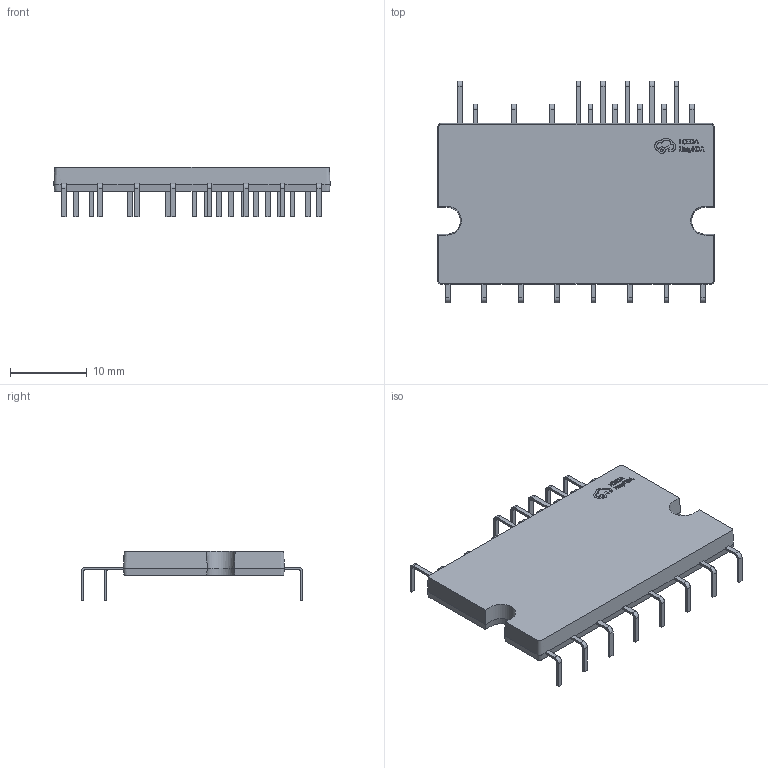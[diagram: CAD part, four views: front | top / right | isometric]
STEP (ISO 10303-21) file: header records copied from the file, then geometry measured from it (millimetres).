
FILE_DESCRIPTION (( 'STEP AP214' ), '1' );
FILE_NAME ('DIP-24_L36.0-W21.0-H3.1-P1.60-LS28.6-TL_IFCM30X65GD.step', '2022-06-21T14:04:21', ( '' ), ( '' ), 'SwSTEP 2.0', 'SolidWorks 2020', '' );
FILE_SCHEMA (( 'AUTOMOTIVE_DESIGN' ));
Length unit declared in the file: millimetre
Products named in the file (1): DIP-24_L36.0-W21.0-H3.1-P1.60-LS28.6-TL_IFCM30X65GD
Bounding box: 36 x 28.9 x 6.41 mm (x, y, z)
Volume: 2234.7 mm3; surface area: 2145.4 mm2
Topology: 7 solids, 7 shells, 499 faces, 1405 edges, 946 vertices
Faces by surface type: plane 335, bspline 120, cylinder 44
Entity records: 21939 total; most frequent: CARTESIAN_POINT 5599, ORIENTED_EDGE 2810, DIRECTION 1947, EDGE_CURVE 1405, VECTOR 975, LINE 975, VERTEX_POINT 946, EDGE_LOOP 525
